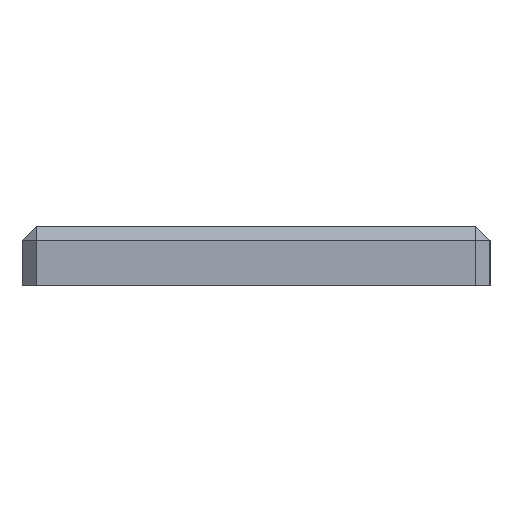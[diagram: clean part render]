
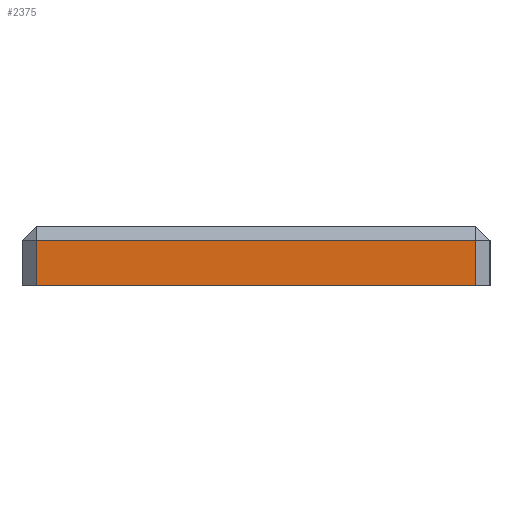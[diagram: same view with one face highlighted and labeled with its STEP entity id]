
A CAD part, left-side view. The second image highlights one B-rep face of the part: STEP entity #2375.
In plain terms, the highlighted planar face has unit normal (-1, 0, 0).
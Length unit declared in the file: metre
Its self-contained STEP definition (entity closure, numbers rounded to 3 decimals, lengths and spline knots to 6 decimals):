
#26=PLANE('',#2540);
#326=ORIENTED_EDGE('',*,*,#985,.T.);
#327=ORIENTED_EDGE('',*,*,#986,.T.);
#328=ORIENTED_EDGE('',*,*,#987,.T.);
#329=ORIENTED_EDGE('',*,*,#988,.T.);
#985=EDGE_CURVE('',#1311,#1312,#1525,.T.);
#986=EDGE_CURVE('',#1312,#1313,#1526,.T.);
#987=EDGE_CURVE('',#1313,#1314,#1527,.T.);
#988=EDGE_CURVE('',#1314,#1311,#1528,.T.);
#1311=VERTEX_POINT('',#3627);
#1312=VERTEX_POINT('',#3628);
#1313=VERTEX_POINT('',#3630);
#1314=VERTEX_POINT('',#3632);
#1525=LINE('',#3626,#1799);
#1526=LINE('',#3629,#1800);
#1527=LINE('',#3631,#1801);
#1528=LINE('',#3633,#1802);
#1799=VECTOR('',#2852,1.);
#1800=VECTOR('',#2853,1.);
#1801=VECTOR('',#2854,1.);
#1802=VECTOR('',#2855,1.);
#1996=EDGE_LOOP('',(#326,#327,#328,#329));
#2183=FACE_BOUND('',#1996,.T.);
#2375=ADVANCED_FACE('',(#2183),#26,.T.);
#2540=AXIS2_PLACEMENT_3D('',#3625,#2850,#2851);
#2850=DIRECTION('',(-1.,0.,0.));
#2851=DIRECTION('',(0.,1.,0.));
#2852=DIRECTION('',(0.,1.,0.));
#2853=DIRECTION('',(0.,0.,-1.));
#2854=DIRECTION('',(0.,-1.,0.));
#2855=DIRECTION('',(0.,0.,1.));
#3625=CARTESIAN_POINT('',(-0.0875,-0.04125,0.));
#3626=CARTESIAN_POINT('',(-0.0875,0.05,0.003645));
#3627=CARTESIAN_POINT('',(-0.0875,-0.047,0.003645));
#3628=CARTESIAN_POINT('',(-0.0875,0.047,0.003645));
#3629=CARTESIAN_POINT('',(-0.0875,0.047,-0.006));
#3630=CARTESIAN_POINT('',(-0.0875,0.047,-0.006));
#3631=CARTESIAN_POINT('',(-0.0875,-0.04125,-0.006));
#3632=CARTESIAN_POINT('',(-0.0875,-0.047,-0.006));
#3633=CARTESIAN_POINT('',(-0.0875,-0.047,0.006645));
